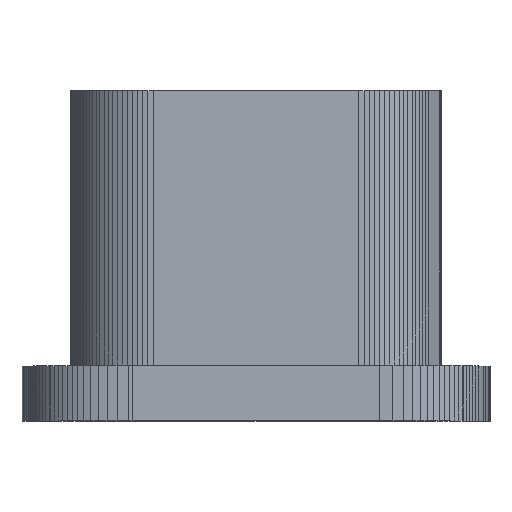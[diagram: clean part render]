
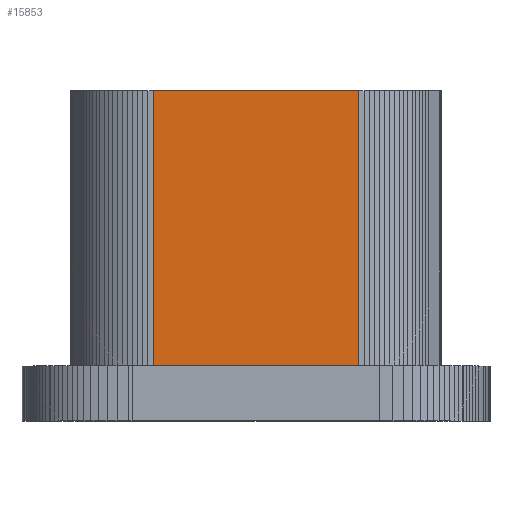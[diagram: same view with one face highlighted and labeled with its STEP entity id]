
A CAD part, top view. The second image highlights one B-rep face of the part: STEP entity #15853.
In plain terms, the highlighted planar face has unit normal (0, 0, 1).
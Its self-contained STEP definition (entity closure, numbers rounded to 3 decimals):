
#32 = PLANE('',#33);
#33 = AXIS2_PLACEMENT_3D('',#34,#35,#36);
#34 = CARTESIAN_POINT('',(4.25,1.,1.699));
#35 = DIRECTION('',(0.,1.,0.));
#36 = DIRECTION('',(0.,-0.,1.));
#5015 = VERTEX_POINT('',#5016);
#5016 = CARTESIAN_POINT('',(6.116,1.,2.65));
#5030 = PLANE('',#5031);
#5031 = AXIS2_PLACEMENT_3D('',#5032,#5033,#5034);
#5032 = CARTESIAN_POINT('',(6.164,3.5,2.648));
#5033 = DIRECTION('',(0.033,0.,
    0.999));
#5034 = DIRECTION('',(0.999,0.,
    -0.033));
#5042 = EDGE_CURVE('',#5015,#5043,#5045,.T.);
#5043 = VERTEX_POINT('',#5044);
#5044 = CARTESIAN_POINT('',(2.384,1.,2.65));
#5045 = SURFACE_CURVE('',#5046,(#5050,#5057),.PCURVE_S1.);
#5046 = LINE('',#5047,#5048);
#5047 = CARTESIAN_POINT('',(6.116,1.,2.65));
#5048 = VECTOR('',#5049,1.);
#5049 = DIRECTION('',(-1.,0.,0.));
#5050 = PCURVE('',#32,#5051);
#5051 = DEFINITIONAL_REPRESENTATION('',(#5052),#5056);
#5052 = LINE('',#5053,#5054);
#5053 = CARTESIAN_POINT('',(0.951,1.866));
#5054 = VECTOR('',#5055,1.);
#5055 = DIRECTION('',(0.,-1.));
#5056 = ( GEOMETRIC_REPRESENTATION_CONTEXT(2) 
PARAMETRIC_REPRESENTATION_CONTEXT() REPRESENTATION_CONTEXT('2D SPACE',''
  ) );
#5057 = PCURVE('',#5058,#5063);
#5058 = PLANE('',#5059);
#5059 = AXIS2_PLACEMENT_3D('',#5060,#5061,#5062);
#5060 = CARTESIAN_POINT('',(4.25,3.5,2.65));
#5061 = DIRECTION('',(0.,0.,1.));
#5062 = DIRECTION('',(1.,0.,-0.));
#5063 = DEFINITIONAL_REPRESENTATION('',(#5064),#5068);
#5064 = LINE('',#5065,#5066);
#5065 = CARTESIAN_POINT('',(1.866,-2.5));
#5066 = VECTOR('',#5067,1.);
#5067 = DIRECTION('',(-1.,0.));
#5068 = ( GEOMETRIC_REPRESENTATION_CONTEXT(2) 
PARAMETRIC_REPRESENTATION_CONTEXT() REPRESENTATION_CONTEXT('2D SPACE',''
  ) );
#5086 = PLANE('',#5087);
#5087 = AXIS2_PLACEMENT_3D('',#5088,#5089,#5090);
#5088 = CARTESIAN_POINT('',(2.336,3.5,2.648));
#5089 = DIRECTION('',(-0.033,0.,
    0.999));
#5090 = DIRECTION('',(0.999,0.,0.033));
#12804 = PLANE('',#12805);
#12805 = AXIS2_PLACEMENT_3D('',#12806,#12807,#12808);
#12806 = CARTESIAN_POINT('',(4.25,6.,1.922));
#12807 = DIRECTION('',(0.,1.,0.));
#12808 = DIRECTION('',(1.,0.,0.));
#15810 = EDGE_CURVE('',#5043,#15811,#15813,.T.);
#15811 = VERTEX_POINT('',#15812);
#15812 = CARTESIAN_POINT('',(2.384,6.,2.65));
#15813 = SURFACE_CURVE('',#15814,(#15818,#15825),.PCURVE_S1.);
#15814 = LINE('',#15815,#15816);
#15815 = CARTESIAN_POINT('',(2.384,1.,2.65));
#15816 = VECTOR('',#15817,1.);
#15817 = DIRECTION('',(0.,1.,0.));
#15818 = PCURVE('',#5086,#15819);
#15819 = DEFINITIONAL_REPRESENTATION('',(#15820),#15824);
#15820 = LINE('',#15821,#15822);
#15821 = CARTESIAN_POINT('',(0.048,-2.5));
#15822 = VECTOR('',#15823,1.);
#15823 = DIRECTION('',(0.,1.));
#15824 = ( GEOMETRIC_REPRESENTATION_CONTEXT(2) 
PARAMETRIC_REPRESENTATION_CONTEXT() REPRESENTATION_CONTEXT('2D SPACE',''
  ) );
#15825 = PCURVE('',#5058,#15826);
#15826 = DEFINITIONAL_REPRESENTATION('',(#15827),#15831);
#15827 = LINE('',#15828,#15829);
#15828 = CARTESIAN_POINT('',(-1.866,-2.5));
#15829 = VECTOR('',#15830,1.);
#15830 = DIRECTION('',(0.,1.));
#15831 = ( GEOMETRIC_REPRESENTATION_CONTEXT(2) 
PARAMETRIC_REPRESENTATION_CONTEXT() REPRESENTATION_CONTEXT('2D SPACE',''
  ) );
#15853 = ADVANCED_FACE('',(#15854),#5058,.T.);
#15854 = FACE_BOUND('',#15855,.T.);
#15855 = EDGE_LOOP('',(#15856,#15857,#15880,#15901));
#15856 = ORIENTED_EDGE('',*,*,#5042,.F.);
#15857 = ORIENTED_EDGE('',*,*,#15858,.T.);
#15858 = EDGE_CURVE('',#5015,#15859,#15861,.T.);
#15859 = VERTEX_POINT('',#15860);
#15860 = CARTESIAN_POINT('',(6.116,6.,2.65));
#15861 = SURFACE_CURVE('',#15862,(#15866,#15873),.PCURVE_S1.);
#15862 = LINE('',#15863,#15864);
#15863 = CARTESIAN_POINT('',(6.116,1.,2.65));
#15864 = VECTOR('',#15865,1.);
#15865 = DIRECTION('',(0.,1.,0.));
#15866 = PCURVE('',#5058,#15867);
#15867 = DEFINITIONAL_REPRESENTATION('',(#15868),#15872);
#15868 = LINE('',#15869,#15870);
#15869 = CARTESIAN_POINT('',(1.866,-2.5));
#15870 = VECTOR('',#15871,1.);
#15871 = DIRECTION('',(0.,1.));
#15872 = ( GEOMETRIC_REPRESENTATION_CONTEXT(2) 
PARAMETRIC_REPRESENTATION_CONTEXT() REPRESENTATION_CONTEXT('2D SPACE',''
  ) );
#15873 = PCURVE('',#5030,#15874);
#15874 = DEFINITIONAL_REPRESENTATION('',(#15875),#15879);
#15875 = LINE('',#15876,#15877);
#15876 = CARTESIAN_POINT('',(-0.048,-2.5));
#15877 = VECTOR('',#15878,1.);
#15878 = DIRECTION('',(0.,1.));
#15879 = ( GEOMETRIC_REPRESENTATION_CONTEXT(2) 
PARAMETRIC_REPRESENTATION_CONTEXT() REPRESENTATION_CONTEXT('2D SPACE',''
  ) );
#15880 = ORIENTED_EDGE('',*,*,#15881,.T.);
#15881 = EDGE_CURVE('',#15859,#15811,#15882,.T.);
#15882 = SURFACE_CURVE('',#15883,(#15887,#15894),.PCURVE_S1.);
#15883 = LINE('',#15884,#15885);
#15884 = CARTESIAN_POINT('',(6.116,6.,2.65));
#15885 = VECTOR('',#15886,1.);
#15886 = DIRECTION('',(-1.,0.,0.));
#15887 = PCURVE('',#5058,#15888);
#15888 = DEFINITIONAL_REPRESENTATION('',(#15889),#15893);
#15889 = LINE('',#15890,#15891);
#15890 = CARTESIAN_POINT('',(1.866,2.5));
#15891 = VECTOR('',#15892,1.);
#15892 = DIRECTION('',(-1.,0.));
#15893 = ( GEOMETRIC_REPRESENTATION_CONTEXT(2) 
PARAMETRIC_REPRESENTATION_CONTEXT() REPRESENTATION_CONTEXT('2D SPACE',''
  ) );
#15894 = PCURVE('',#12804,#15895);
#15895 = DEFINITIONAL_REPRESENTATION('',(#15896),#15900);
#15896 = LINE('',#15897,#15898);
#15897 = CARTESIAN_POINT('',(1.866,-0.728));
#15898 = VECTOR('',#15899,1.);
#15899 = DIRECTION('',(-1.,0.));
#15900 = ( GEOMETRIC_REPRESENTATION_CONTEXT(2) 
PARAMETRIC_REPRESENTATION_CONTEXT() REPRESENTATION_CONTEXT('2D SPACE',''
  ) );
#15901 = ORIENTED_EDGE('',*,*,#15810,.F.);
